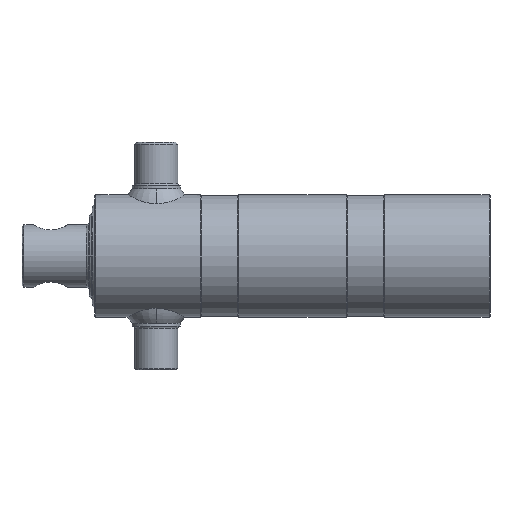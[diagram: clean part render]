
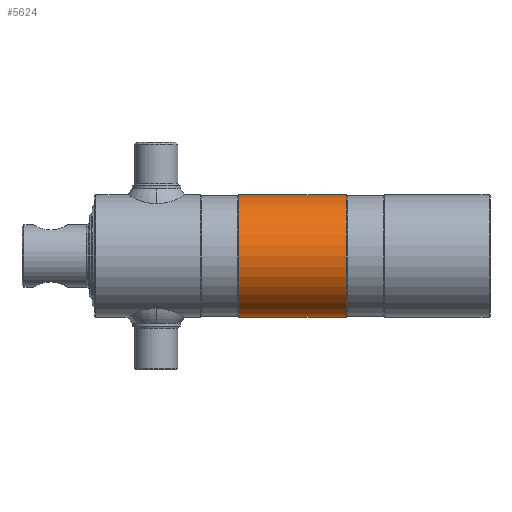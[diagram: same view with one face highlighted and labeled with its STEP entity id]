
A CAD part, left-side view. The second image highlights one B-rep face of the part: STEP entity #5624.
In plain terms, the highlighted cylindrical face has radius 64 mm (diameter 128 mm), a partial arc.
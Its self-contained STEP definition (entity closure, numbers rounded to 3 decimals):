
#626 = CARTESIAN_POINT ( 'NONE',  ( 0., 150., -64. ) ) ;
#634 = VECTOR ( 'NONE', #8165, 1000. ) ;
#783 = CARTESIAN_POINT ( 'NONE',  ( 0., -30.734, 0. ) ) ;
#1402 = ORIENTED_EDGE ( 'NONE', *, *, #5855, .F. ) ;
#1463 = VERTEX_POINT ( 'NONE', #626 ) ;
#1499 = DIRECTION ( 'NONE',  ( 0., 0., -1. ) ) ;
#1525 = VERTEX_POINT ( 'NONE', #3691 ) ;
#1656 = DIRECTION ( 'NONE',  ( 0., -1., 0. ) ) ;
#1657 = CARTESIAN_POINT ( 'NONE',  ( 0., 262., 0. ) ) ;
#2068 = FACE_OUTER_BOUND ( 'NONE', #5619, .T. ) ;
#2218 = AXIS2_PLACEMENT_3D ( 'NONE', #5958, #1656, #6687 ) ;
#2375 = DIRECTION ( 'NONE',  ( 0., 0., -1. ) ) ;
#2627 = LINE ( 'NONE', #7452, #634 ) ;
#2938 = DIRECTION ( 'NONE',  ( 0., -1., 0. ) ) ;
#3012 = EDGE_CURVE ( 'NONE', #1525, #1463, #7497, .T. ) ;
#3122 = DIRECTION ( 'NONE',  ( 0., -1., 0. ) ) ;
#3529 = AXIS2_PLACEMENT_3D ( 'NONE', #1657, #6688, #2375 ) ;
#3691 = CARTESIAN_POINT ( 'NONE',  ( 0., 150., 64. ) ) ;
#3791 = CIRCLE ( 'NONE', #3529, 64. ) ;
#3931 = CARTESIAN_POINT ( 'NONE',  ( 0., 262., -64. ) ) ;
#4549 = CARTESIAN_POINT ( 'NONE',  ( 0., 262., 64. ) ) ;
#4586 = CARTESIAN_POINT ( 'NONE',  ( 0., -30.734, -64. ) ) ;
#5126 = ORIENTED_EDGE ( 'NONE', *, *, #3012, .F. ) ;
#5154 = EDGE_CURVE ( 'NONE', #8661, #1463, #5671, .T. ) ;
#5619 = EDGE_LOOP ( 'NONE', ( #1402, #8142, #6294, #5126 ) ) ;
#5624 = ADVANCED_FACE ( 'NONE', ( #2068 ), #7582, .T. ) ;
#5671 = LINE ( 'NONE', #4586, #7128 ) ;
#5855 = EDGE_CURVE ( 'NONE', #8208, #1525, #2627, .T. ) ;
#5958 = CARTESIAN_POINT ( 'NONE',  ( 0., 150., 0. ) ) ;
#6294 = ORIENTED_EDGE ( 'NONE', *, *, #5154, .T. ) ;
#6687 = DIRECTION ( 'NONE',  ( 0., 0., -1. ) ) ;
#6688 = DIRECTION ( 'NONE',  ( 0., -1., 0. ) ) ;
#7128 = VECTOR ( 'NONE', #3122, 1000. ) ;
#7452 = CARTESIAN_POINT ( 'NONE',  ( 0., -30.734, 64. ) ) ;
#7497 = CIRCLE ( 'NONE', #2218, 64. ) ;
#7582 = CYLINDRICAL_SURFACE ( 'NONE', #8270, 64. ) ;
#8142 = ORIENTED_EDGE ( 'NONE', *, *, #9054, .T. ) ;
#8165 = DIRECTION ( 'NONE',  ( 0., -1., 0. ) ) ;
#8208 = VERTEX_POINT ( 'NONE', #4549 ) ;
#8270 = AXIS2_PLACEMENT_3D ( 'NONE', #783, #2938, #1499 ) ;
#8661 = VERTEX_POINT ( 'NONE', #3931 ) ;
#9054 = EDGE_CURVE ( 'NONE', #8208, #8661, #3791, .T. ) ;
